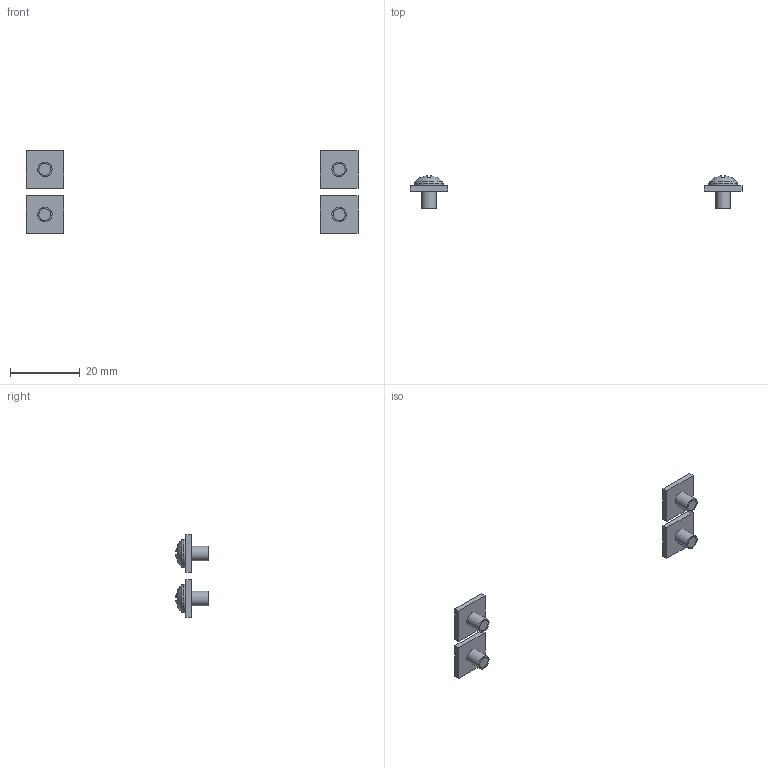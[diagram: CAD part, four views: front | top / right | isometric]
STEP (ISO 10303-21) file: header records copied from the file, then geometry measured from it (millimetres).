
FILE_DESCRIPTION(/* description */ (''),/* implementation_level */ '2;1');
FILE_NAME(/* name */ 'CS_Controller_MDL-BDC24.iam.step',/* time_stamp */ '2015-01-02T19:31:26-08:00',/* author */ ('Autodesk Inc.'),/* organization */ ('Autodesk Inc.'),/* preprocessor_version */ 'ST-DEVELOPER v15.6',/* originating_system */ 'Autodesk Inventor 2015',/* authorisation */ '');
FILE_SCHEMA (('AUTOMOTIVE_DESIGN { 1 0 10303 214 3 1 1 }'));
Length unit declared in the file: inch
Products named in the file (4): Jaguar main enclosure; ANSI B18.6.3 - 8-36 UNF - 0.25(7); IFI - 4(16); CS_Controller_MDL-BDC24
Assembly tree (9 placements, depth 2):
  CS_Controller_MDL-BDC24
    Jaguar main enclosure
    ANSI B18.6.3 - 8-36 UNF - 0.25(7)  x4
    IFI - 4(16)  x4
Bounding box: 95.17 x 9.21 x 23.75 mm (x, y, z)
Volume: 1344.3 mm3; surface area: 2169.3 mm2
Topology: 8 solids, 8 shells, 140 faces, 352 edges, 232 vertices
Faces by surface type: plane 64, cone 40, torus 20, cylinder 12, sphere 4
Full cylindrical faces by diameter (mm): 4.05 x4, 4.166 x4, 8.179 x4
Entity records: 1302 total; most frequent: CARTESIAN_POINT 400, DIRECTION 172, ORIENTED_EDGE 160, EDGE_CURVE 80, AXIS2_PLACEMENT_3D 76, VERTEX_POINT 56, EDGE_LOOP 44, FACE_OUTER_BOUND 35
